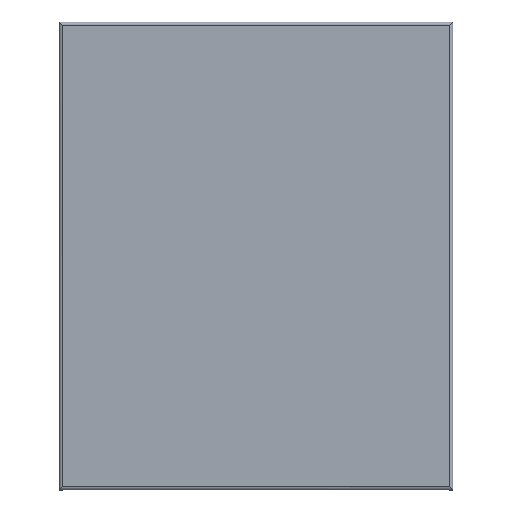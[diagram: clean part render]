
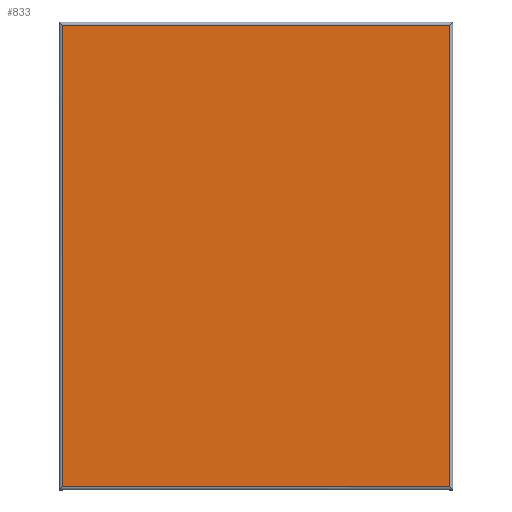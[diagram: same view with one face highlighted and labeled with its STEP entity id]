
A CAD part, top view. The second image highlights one B-rep face of the part: STEP entity #833.
In plain terms, the highlighted planar face has unit normal (0, 0, 1).
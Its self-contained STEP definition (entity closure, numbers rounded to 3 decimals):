
#27=PLANE('',#905);
#77=FACE_OUTER_BOUND('',#125,.T.);
#125=EDGE_LOOP('',(#670,#671,#672,#673));
#195=LINE('',#1369,#299);
#196=LINE('',#1372,#300);
#198=LINE('',#1378,#302);
#201=LINE('',#1384,#305);
#299=VECTOR('',#1013,10.);
#300=VECTOR('',#1016,10.);
#302=VECTOR('',#1022,10.);
#305=VECTOR('',#1029,10.);
#400=VERTEX_POINT('',#1282);
#406=VERTEX_POINT('',#1367);
#407=VERTEX_POINT('',#1371);
#409=VERTEX_POINT('',#1377);
#491=EDGE_CURVE('',#406,#400,#195,.T.);
#492=EDGE_CURVE('',#400,#407,#196,.T.);
#495=EDGE_CURVE('',#407,#409,#198,.T.);
#499=EDGE_CURVE('',#409,#406,#201,.T.);
#670=ORIENTED_EDGE('',*,*,#491,.F.);
#671=ORIENTED_EDGE('',*,*,#499,.F.);
#672=ORIENTED_EDGE('',*,*,#495,.F.);
#673=ORIENTED_EDGE('',*,*,#492,.F.);
#833=ADVANCED_FACE('',(#77),#27,.T.);
#905=AXIS2_PLACEMENT_3D('',#1419,#1055,#1056);
#1013=DIRECTION('',(-1.,0.,0.));
#1016=DIRECTION('',(0.,1.,0.));
#1022=DIRECTION('',(1.,0.,0.));
#1029=DIRECTION('',(0.,-1.,0.));
#1055=DIRECTION('center_axis',(0.,0.,1.));
#1056=DIRECTION('ref_axis',(1.,0.,0.));
#1282=CARTESIAN_POINT('',(0.2,0.2,1.));
#1367=CARTESIAN_POINT('',(12.05,0.2,1.));
#1369=CARTESIAN_POINT('',(9.088,0.2,1.));
#1371=CARTESIAN_POINT('',(0.2,14.32,1.));
#1372=CARTESIAN_POINT('',(0.2,5.08,1.));
#1377=CARTESIAN_POINT('',(12.05,14.32,1.));
#1378=CARTESIAN_POINT('',(4.512,14.32,1.));
#1384=CARTESIAN_POINT('',(12.05,9.44,1.));
#1419=CARTESIAN_POINT('Origin',(6.125,7.26,1.));
